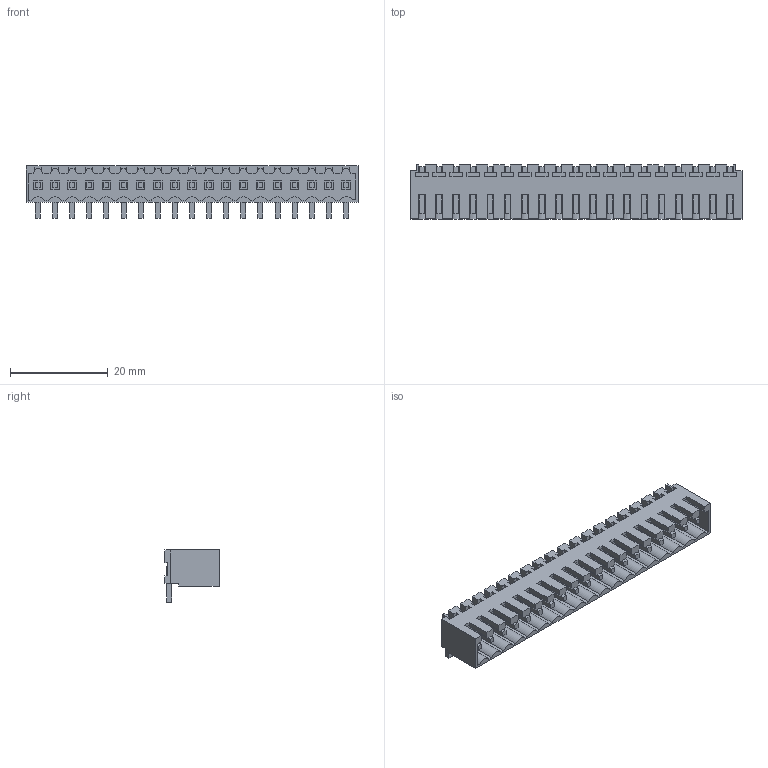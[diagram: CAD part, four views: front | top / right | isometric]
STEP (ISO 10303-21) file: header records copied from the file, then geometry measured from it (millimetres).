
FILE_DESCRIPTION(('CATIA V5 STEP Exchange','CAx-IF Rec.Pracs.--- Model Styling and Organization---1.2---2011-12-15'),'2;1');
FILE_NAME ('D1457196_0_1841800000_1841800000.stp','2018-03-10T11:09:00+00:00',('none'),('Weidmueller'),'CATIA Version 5-6 Release 2014','CATIA V5 STEP AP214','none');
FILE_SCHEMA(('AUTOMOTIVE_DESIGN { 1 0 10303 214 1 1 1 1 }'));
Length unit declared in the file: millimetre
Products named in the file (1): 1841800000
Bounding box: 67.9 x 11.05 x 10.65 mm (x, y, z)
Volume: 2269.6 mm3; surface area: 6272.8 mm2
Topology: 20 solids, 20 shells, 1057 faces, 3118 edges, 2120 vertices
Faces by surface type: plane 1038, cylinder 19
Entity records: 31620 total; most frequent: ORIENTED_EDGE 6236, CARTESIAN_POINT 5674, DIRECTION 3988, EDGE_CURVE 3118, VECTOR 3080, LINE 3080, VERTEX_POINT 2120, EDGE_LOOP 1114
